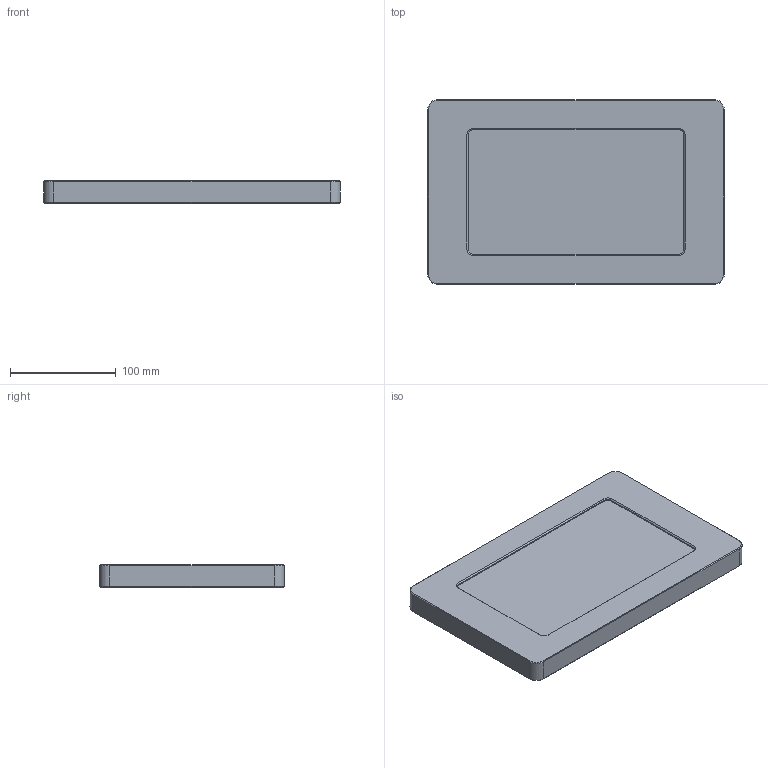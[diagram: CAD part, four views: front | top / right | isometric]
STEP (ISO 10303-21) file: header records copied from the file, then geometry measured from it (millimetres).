
FILE_DESCRIPTION(/* description */ (''),/* implementation_level */ '2;1');
FILE_NAME(/* name */ 'vb_vesa_gta080y19.step',/* time_stamp */ '2020-10-07T16:15:24-04:00',/* author */ ('NickC'),/* organization */ (''),/* preprocessor_version */ 'ST-DEVELOPER v17',/* originating_system */ 'Autodesk Inventor 2019',/* authorisation */ '');
FILE_SCHEMA (('AUTOMOTIVE_DESIGN { 1 0 10303 214 3 1 1 }'));
Length unit declared in the file: inch
Products named in the file (1): Part1
Bounding box: 280.97 x 175.13 x 21.16 mm (x, y, z)
Volume: 979903.5 mm3; surface area: 120202.5 mm2
Topology: 1 solids, 7 shells, 976 faces, 2631 edges, 1739 vertices
Faces by surface type: plane 733, cylinder 99, cone 89, bspline 55
Full cylindrical faces by diameter (mm): 2.438 x26, 3.251 x4, 3.306 x11, 4.166 x8, 4.978 x8, 38.1 x1
Entity records: 34394 total; most frequent: CARTESIAN_POINT 9878, ORIENTED_EDGE 5262, DIRECTION 4525, EDGE_CURVE 2631, LINE 1961, VECTOR 1961, VERTEX_POINT 1739, AXIS2_PLACEMENT_3D 1282
